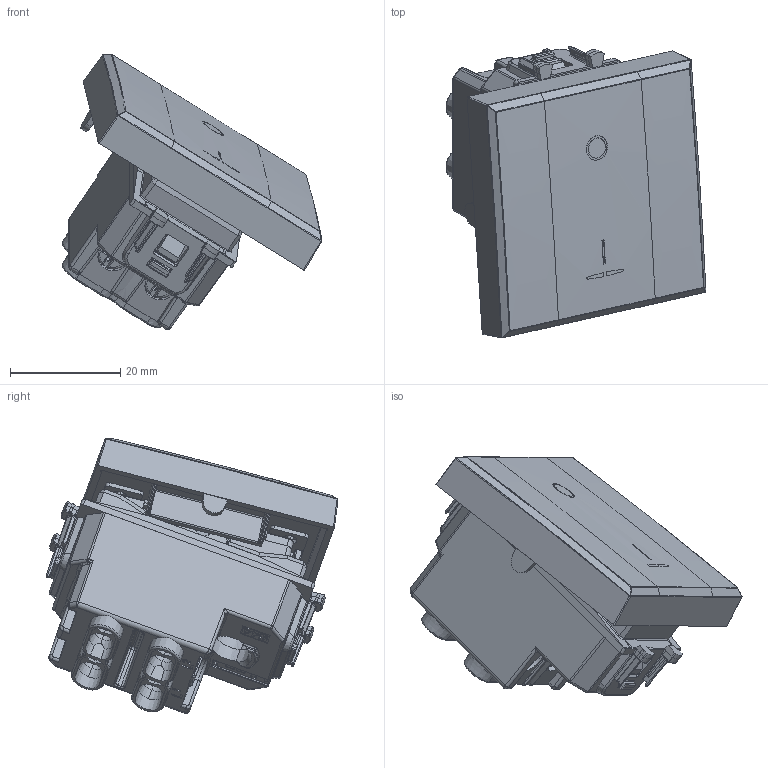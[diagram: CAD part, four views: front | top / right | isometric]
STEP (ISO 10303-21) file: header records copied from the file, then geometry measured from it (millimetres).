
FILE_DESCRIPTION(('CATIA V5 STEP Exchange'),'2;1');
FILE_NAME('443010-2.stp','2024-02-15T13:19:26+00:00',('none'),('none'),'CATIA Version 5-6 Release 2016 SP6','CATIA V5 STEP AP203','none');
FILE_SCHEMA(('CONFIG_CONTROL_DESIGN'));
Products named in the file (1): 443010-2
Assembly tree (17 placements, depth 2):
  443010-2
    #57
    #39609
    #90258
    #123533  x2
    #125134  x2
    #126821  x4
    #128734  x4
    #129678
    #137930
Bounding box: 47.15 x 52.94 x 49.89 mm (x, y, z)
Volume: 18656.9 mm3; surface area: 29557.5 mm2
Topology: 20 solids, 20 shells, 4290 faces, 11386 edges, 7014 vertices
Faces by surface type: plane 1958, cylinder 1284, bspline 461, cone 283, torus 130, sphere 126, extrusion 40, revolution 8
Entity records: 157278 total; most frequent: CARTESIAN_POINT 72758, ORIENTED_EDGE 20498, DIRECTION 12169, EDGE_CURVE 10249, VERTEX_POINT 6379, VECTOR 5083, LINE 5043, AXIS2_PLACEMENT_3D 4269
